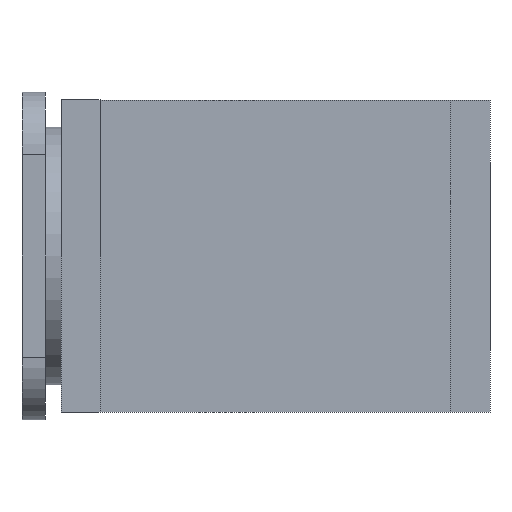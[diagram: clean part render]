
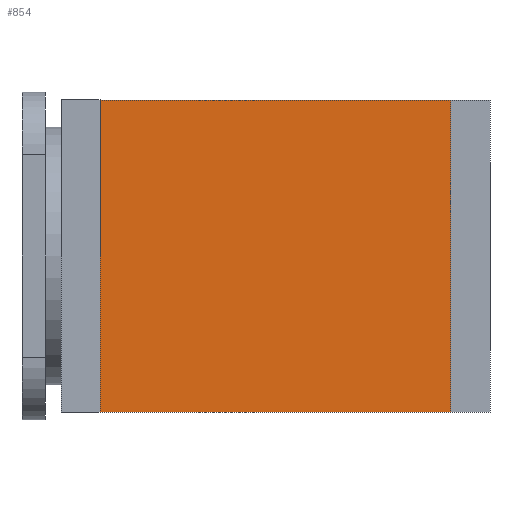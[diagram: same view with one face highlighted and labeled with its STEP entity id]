
A CAD part, left-side view. The second image highlights one B-rep face of the part: STEP entity #854.
In plain terms, the highlighted planar face has unit normal (-1, 0, 0).
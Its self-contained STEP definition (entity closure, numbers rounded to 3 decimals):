
#34 = VERTEX_POINT ( 'NONE', #275 ) ;
#39 = CARTESIAN_POINT ( 'NONE',  ( -20., 45., 20. ) ) ;
#52 = EDGE_CURVE ( 'NONE', #559, #1410, #1106, .T. ) ;
#143 = DIRECTION ( 'NONE',  ( 0., 0., 1. ) ) ;
#225 = FACE_OUTER_BOUND ( 'NONE', #495, .T. ) ;
#275 = CARTESIAN_POINT ( 'NONE',  ( -20., 45., 20. ) ) ;
#278 = CARTESIAN_POINT ( 'NONE',  ( -20., 0., -20. ) ) ;
#359 = CARTESIAN_POINT ( 'NONE',  ( -20., 45., -20. ) ) ;
#430 = CARTESIAN_POINT ( 'NONE',  ( -20., 45., -20. ) ) ;
#495 = EDGE_LOOP ( 'NONE', ( #1286, #536, #1404, #657 ) ) ;
#509 = EDGE_CURVE ( 'NONE', #34, #1174, #1218, .T. ) ;
#536 = ORIENTED_EDGE ( 'NONE', *, *, #509, .F. ) ;
#548 = CARTESIAN_POINT ( 'NONE',  ( -20., 45., -20. ) ) ;
#559 = VERTEX_POINT ( 'NONE', #430 ) ;
#641 = AXIS2_PLACEMENT_3D ( 'NONE', #359, #1302, #725 ) ;
#657 = ORIENTED_EDGE ( 'NONE', *, *, #52, .T. ) ;
#690 = DIRECTION ( 'NONE',  ( 0., -1., 0. ) ) ;
#725 = DIRECTION ( 'NONE',  ( 0., 0., -1. ) ) ;
#732 = CARTESIAN_POINT ( 'NONE',  ( -20., 0., -20. ) ) ;
#740 = LINE ( 'NONE', #732, #1240 ) ;
#764 = EDGE_CURVE ( 'NONE', #1410, #1174, #740, .T. ) ;
#853 = CARTESIAN_POINT ( 'NONE',  ( -20., 45., -20. ) ) ;
#854 = ADVANCED_FACE ( 'NONE', ( #225 ), #1184, .F. ) ;
#1090 = VECTOR ( 'NONE', #1247, 1000. ) ;
#1106 = LINE ( 'NONE', #853, #1548 ) ;
#1123 = DIRECTION ( 'NONE',  ( 0., 0., 1. ) ) ;
#1128 = VECTOR ( 'NONE', #1123, 1000. ) ;
#1174 = VERTEX_POINT ( 'NONE', #1553 ) ;
#1184 = PLANE ( 'NONE',  #641 ) ;
#1218 = LINE ( 'NONE', #39, #1090 ) ;
#1240 = VECTOR ( 'NONE', #143, 1000. ) ;
#1247 = DIRECTION ( 'NONE',  ( 0., -1., 0. ) ) ;
#1258 = LINE ( 'NONE', #548, #1128 ) ;
#1286 = ORIENTED_EDGE ( 'NONE', *, *, #764, .T. ) ;
#1302 = DIRECTION ( 'NONE',  ( 1., 0., 0. ) ) ;
#1404 = ORIENTED_EDGE ( 'NONE', *, *, #1508, .F. ) ;
#1410 = VERTEX_POINT ( 'NONE', #278 ) ;
#1508 = EDGE_CURVE ( 'NONE', #559, #34, #1258, .T. ) ;
#1548 = VECTOR ( 'NONE', #690, 1000. ) ;
#1553 = CARTESIAN_POINT ( 'NONE',  ( -20., 0., 20. ) ) ;
